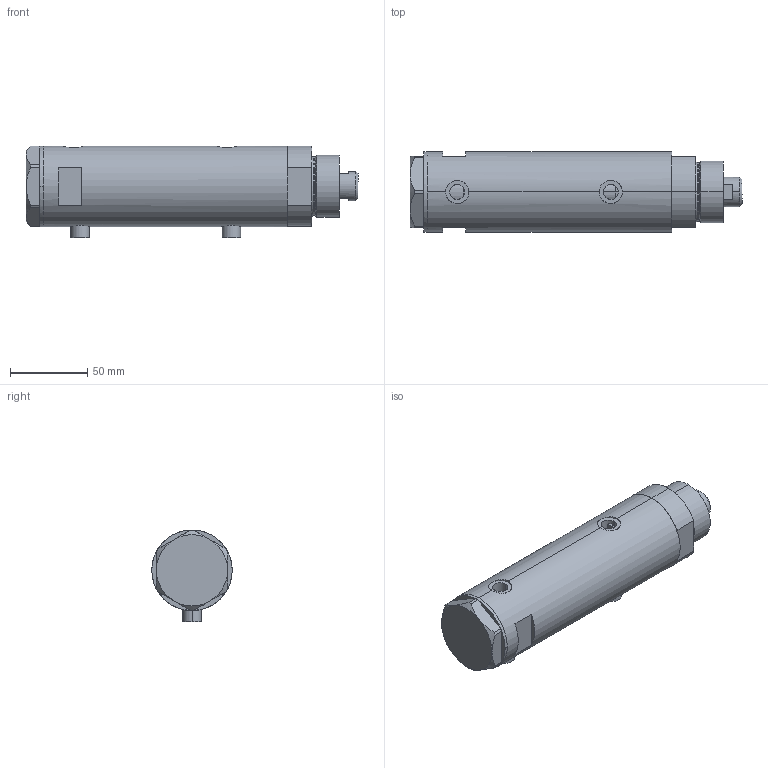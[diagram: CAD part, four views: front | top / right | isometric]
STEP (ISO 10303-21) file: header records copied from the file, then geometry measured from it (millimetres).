
FILE_DESCRIPTION (( 'STEP AP203' ), '1' );
FILE_NAME ('a329.STEP', '2024-02-11T15:31:18', ( '' ), ( '' ), 'SwSTEP 2.0', 'SolidWorks 2019', '' );
FILE_SCHEMA (( 'CONFIG_CONTROL_DESIGN' ));
Length unit declared in the file: millimetre
Products named in the file (5): V270CG_FRONT 08d3a739d46d9b61534940a22a4f21c7; V270CG_MIDDLE 08d3a739d46d9b61534940a22a4f21c7; V270CG_VC 08d3a739d46d9b61534940a22a4f21c7; V270CG_BACK 08d3a739d46d9b61534940a22a4f21c7; a329
Assembly tree (4 placements, depth 2):
  a329
    V270CG_MIDDLE 08d3a739d46d9b61534940a22a4f21c7
    V270CG_BACK 08d3a739d46d9b61534940a22a4f21c7
    V270CG_FRONT 08d3a739d46d9b61534940a22a4f21c7
    V270CG_VC 08d3a739d46d9b61534940a22a4f21c7
Bounding box: 214.4 x 52 x 59.4 mm (x, y, z)
Volume: 389991.9 mm3; surface area: 86999.4 mm2
Topology: 4 solids, 4 shells, 134 faces, 307 edges, 187 vertices
Faces by surface type: plane 65, cylinder 49, cone 16, torus 4
Entity records: 4850 total; most frequent: CARTESIAN_POINT 1273, DIRECTION 681, ORIENTED_EDGE 610, EDGE_CURVE 305, AXIS2_PLACEMENT_3D 275, VERTEX_POINT 187, EDGE_LOOP 150, CIRCLE 134
